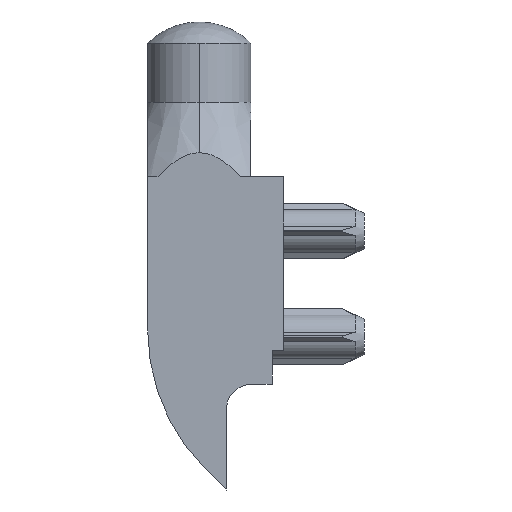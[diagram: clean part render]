
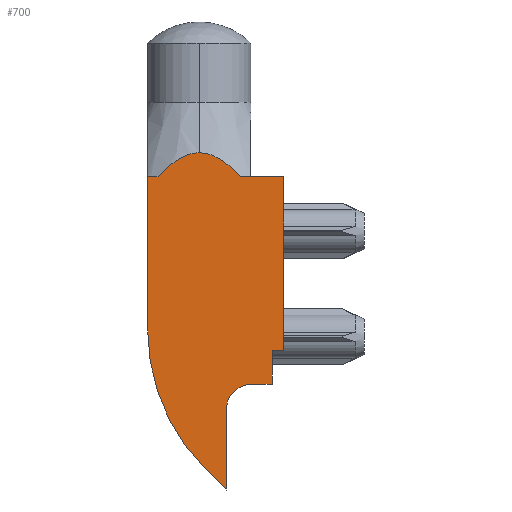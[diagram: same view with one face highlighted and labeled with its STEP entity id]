
A CAD part, left-side view. The second image highlights one B-rep face of the part: STEP entity #700.
In plain terms, the highlighted planar face has unit normal (-1, 0, 0).
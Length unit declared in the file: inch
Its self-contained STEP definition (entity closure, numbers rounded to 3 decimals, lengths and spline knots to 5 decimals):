
#2 = VERTEX_POINT ( 'NONE', #1618 ) ;
#7 = VECTOR ( 'NONE', #799, 39.37008 ) ;
#16 = DIRECTION ( 'NONE',  ( -1., 0., 0. ) ) ;
#47 = VERTEX_POINT ( 'NONE', #690 ) ;
#59 = CARTESIAN_POINT ( 'NONE',  ( -0.0875, 0., 0.09248 ) ) ;
#60 = CARTESIAN_POINT ( 'NONE',  ( -0.0875, -0.00695, -0.28095 ) ) ;
#73 = VECTOR ( 'NONE', #657, 39.37008 ) ;
#102 = DIRECTION ( 'NONE',  ( 0., 0., -1. ) ) ;
#110 = EDGE_CURVE ( 'NONE', #183, #1262, #939, .T. ) ;
#114 = LINE ( 'NONE', #1895, #1863 ) ;
#118 = VECTOR ( 'NONE', #223, 39.37008 ) ;
#128 = CARTESIAN_POINT ( 'NONE',  ( -0.0875, -0.1, -0.35 ) ) ;
#163 = VERTEX_POINT ( 'NONE', #1006 ) ;
#167 = CARTESIAN_POINT ( 'NONE',  ( -0.0875, -0.1, -0.181 ) ) ;
#183 = VERTEX_POINT ( 'NONE', #1831 ) ;
#188 = ORIENTED_EDGE ( 'NONE', *, *, #512, .T. ) ;
#190 = PLANE ( 'NONE',  #1614 ) ;
#204 = CARTESIAN_POINT ( 'NONE',  ( -0.0875, -0.00971, 0.09153 ) ) ;
#208 = CIRCLE ( 'NONE', #334, 0.232 ) ;
#223 = DIRECTION ( 'NONE',  ( 0., 0., 1. ) ) ;
#242 = CARTESIAN_POINT ( 'NONE',  ( -0.0875, -0.00486, 0.09248 ) ) ;
#250 = VERTEX_POINT ( 'NONE', #2175 ) ;
#268 = CARTESIAN_POINT ( 'NONE',  ( -0.0875, -0.032, -0.306 ) ) ;
#286 = CARTESIAN_POINT ( 'NONE',  ( -0.0875, -0.171, -0.1169 ) ) ;
#326 = ORIENTED_EDGE ( 'NONE', *, *, #1942, .T. ) ;
#328 = ORIENTED_EDGE ( 'NONE', *, *, #1524, .F. ) ;
#334 = AXIS2_PLACEMENT_3D ( 'NONE', #286, #1334, #102 ) ;
#358 = CARTESIAN_POINT ( 'NONE',  ( -0.0875, -0.062, -0.211 ) ) ;
#377 = EDGE_CURVE ( 'NONE', #163, #1262, #1782, .T. ) ;
#386 = DIRECTION ( 'NONE',  ( 0., 0., 1. ) ) ;
#410 = LINE ( 'NONE', #616, #810 ) ;
#432 = CARTESIAN_POINT ( 'NONE',  ( -0.0875, -0.1, -0.35 ) ) ;
#437 = LINE ( 'NONE', #167, #1365 ) ;
#482 = DIRECTION ( 'NONE',  ( 0., -1., 0. ) ) ;
#512 = EDGE_CURVE ( 'NONE', #829, #1535, #2088, .T. ) ;
#544 = B_SPLINE_CURVE_WITH_KNOTS ( 'NONE', 3,
 ( #1040, #1050, #872, #1020, #1244, #2230, #1397, #1218 ),
 .UNSPECIFIED., .F., .F.,
 ( 4, 2, 2, 4 ),
 ( 0.00532, 0.00605, 0.00641, 0.00678 ),
 .UNSPECIFIED. ) ;
#545 = CARTESIAN_POINT ( 'NONE',  ( -0.0875, -0.04878, 0.064 ) ) ;
#563 = CARTESIAN_POINT ( 'NONE',  ( -0.0875, 0.061, 0.064 ) ) ;
#587 = EDGE_CURVE ( 'NONE', #1065, #2089, #1517, .T. ) ;
#596 = ORIENTED_EDGE ( 'NONE', *, *, #110, .T. ) ;
#604 = CARTESIAN_POINT ( 'NONE',  ( -0.0875, -0.04221, 0.07093 ) ) ;
#616 = CARTESIAN_POINT ( 'NONE',  ( -0.0875, -0.1, -0.141 ) ) ;
#625 = CARTESIAN_POINT ( 'NONE',  ( -0.0875, -0.03507, 0.07741 ) ) ;
#647 = EDGE_CURVE ( 'NONE', #993, #47, #114, .T. ) ;
#657 = DIRECTION ( 'NONE',  ( 0., 0., 1. ) ) ;
#677 = CARTESIAN_POINT ( 'NONE',  ( -0.0875, -0.03125, 0.0805 ) ) ;
#690 = CARTESIAN_POINT ( 'NONE',  ( -0.0875, 0.04878, 0.064 ) ) ;
#700 = ADVANCED_FACE ( 'NONE', ( #1406 ), #190, .T. ) ;
#710 = ORIENTED_EDGE ( 'NONE', *, *, #1767, .T. ) ;
#726 = CARTESIAN_POINT ( 'NONE',  ( -0.0875, -0.04556, 0.06752 ) ) ;
#729 = VECTOR ( 'NONE', #386, 39.37008 ) ;
#799 = DIRECTION ( 'NONE',  ( 0., 1., 0. ) ) ;
#804 = ORIENTED_EDGE ( 'NONE', *, *, #1210, .T. ) ;
#810 = VECTOR ( 'NONE', #2165, 39.37008 ) ;
#820 = DIRECTION ( 'NONE',  ( 0., 0., 1. ) ) ;
#829 = VERTEX_POINT ( 'NONE', #60 ) ;
#850 = ORIENTED_EDGE ( 'NONE', *, *, #2074, .T. ) ;
#872 = CARTESIAN_POINT ( 'NONE',  ( -0.0875, 0.03533, 0.07778 ) ) ;
#890 = CARTESIAN_POINT ( 'NONE',  ( -0.0875, -0.032, -0.211 ) ) ;
#898 = AXIS2_PLACEMENT_3D ( 'NONE', #358, #1588, #1721 ) ;
#909 = CARTESIAN_POINT ( 'NONE',  ( -0.0875, -0.1, 0.064 ) ) ;
#939 = LINE ( 'NONE', #909, #7 ) ;
#982 = VERTEX_POINT ( 'NONE', #2148 ) ;
#993 = VERTEX_POINT ( 'NONE', #563 ) ;
#1006 = CARTESIAN_POINT ( 'NONE',  ( -0.0875, 0., 0.09248 ) ) ;
#1020 = CARTESIAN_POINT ( 'NONE',  ( -0.0875, 0.02313, 0.08592 ) ) ;
#1040 = CARTESIAN_POINT ( 'NONE',  ( -0.0875, 0.04878, 0.064 ) ) ;
#1050 = CARTESIAN_POINT ( 'NONE',  ( -0.0875, 0.04228, 0.07111 ) ) ;
#1065 = VERTEX_POINT ( 'NONE', #1929 ) ;
#1111 = LINE ( 'NONE', #432, #118 ) ;
#1117 = EDGE_LOOP ( 'NONE', ( #850, #804, #596, #2216, #328, #1593, #1999, #326, #188, #1483, #2030, #710, #2104 ) ) ;
#1189 = CARTESIAN_POINT ( 'NONE',  ( -0.0875, -0.086, -0.141 ) ) ;
#1210 = EDGE_CURVE ( 'NONE', #1291, #183, #1111, .T. ) ;
#1218 = CARTESIAN_POINT ( 'NONE',  ( -0.0875, 0., 0.09248 ) ) ;
#1244 = CARTESIAN_POINT ( 'NONE',  ( -0.0875, 0.01887, 0.08822 ) ) ;
#1254 = VECTOR ( 'NONE', #2109, 39.37008 ) ;
#1262 = VERTEX_POINT ( 'NONE', #1273 ) ;
#1273 = CARTESIAN_POINT ( 'NONE',  ( -0.0875, -0.04878, 0.064 ) ) ;
#1291 = VERTEX_POINT ( 'NONE', #1981 ) ;
#1334 = DIRECTION ( 'NONE',  ( -1., 0., 0. ) ) ;
#1365 = VECTOR ( 'NONE', #482, 39.37008 ) ;
#1397 = CARTESIAN_POINT ( 'NONE',  ( -0.0875, 0.00486, 0.09248 ) ) ;
#1406 = FACE_OUTER_BOUND ( 'NONE', #1117, .T. ) ;
#1475 = LINE ( 'NONE', #1189, #73 ) ;
#1483 = ORIENTED_EDGE ( 'NONE', *, *, #1805, .T. ) ;
#1517 = CIRCLE ( 'NONE', #898, 0.03 ) ;
#1524 = EDGE_CURVE ( 'NONE', #47, #163, #544, .T. ) ;
#1535 = VERTEX_POINT ( 'NONE', #1745 ) ;
#1588 = DIRECTION ( 'NONE',  ( 1., 0., 0. ) ) ;
#1593 = ORIENTED_EDGE ( 'NONE', *, *, #647, .F. ) ;
#1614 = AXIS2_PLACEMENT_3D ( 'NONE', #128, #16, #820 ) ;
#1618 = CARTESIAN_POINT ( 'NONE',  ( -0.0875, -0.086, -0.141 ) ) ;
#1653 = EDGE_CURVE ( 'NONE', #982, #993, #2126, .T. ) ;
#1721 = DIRECTION ( 'NONE',  ( 0., 0., 1. ) ) ;
#1745 = CARTESIAN_POINT ( 'NONE',  ( -0.0875, -0.032, -0.306 ) ) ;
#1767 = EDGE_CURVE ( 'NONE', #2089, #250, #437, .T. ) ;
#1772 = LINE ( 'NONE', #890, #1254 ) ;
#1782 = B_SPLINE_CURVE_WITH_KNOTS ( 'NONE', 3,
 ( #59, #242, #204, #1842, #2029, #677, #625, #604, #726, #545 ),
 .UNSPECIFIED., .F., .F.,
 ( 4, 2, 2, 2, 4 ),
 ( 0.00678, 0.00714, 0.00751, 0.00787, 0.00824 ),
 .UNSPECIFIED. ) ;
#1805 = EDGE_CURVE ( 'NONE', #1535, #1065, #1772, .T. ) ;
#1824 = CARTESIAN_POINT ( 'NONE',  ( -0.0875, -0.062, -0.181 ) ) ;
#1831 = CARTESIAN_POINT ( 'NONE',  ( -0.0875, -0.1, 0.064 ) ) ;
#1842 = CARTESIAN_POINT ( 'NONE',  ( -0.0875, -0.01885, 0.08823 ) ) ;
#1863 = VECTOR ( 'NONE', #2078, 39.37008 ) ;
#1895 = CARTESIAN_POINT ( 'NONE',  ( -0.0875, -0.1, 0.064 ) ) ;
#1896 = CARTESIAN_POINT ( 'NONE',  ( -0.0875, 0.061, -0.35 ) ) ;
#1929 = CARTESIAN_POINT ( 'NONE',  ( -0.0875, -0.032, -0.211 ) ) ;
#1942 = EDGE_CURVE ( 'NONE', #982, #829, #208, .T. ) ;
#1981 = CARTESIAN_POINT ( 'NONE',  ( -0.0875, -0.1, -0.141 ) ) ;
#1999 = ORIENTED_EDGE ( 'NONE', *, *, #1653, .F. ) ;
#2029 = CARTESIAN_POINT ( 'NONE',  ( -0.0875, -0.02318, 0.08589 ) ) ;
#2030 = ORIENTED_EDGE ( 'NONE', *, *, #587, .T. ) ;
#2036 = VECTOR ( 'NONE', #2138, 39.37008 ) ;
#2074 = EDGE_CURVE ( 'NONE', #2, #1291, #410, .T. ) ;
#2078 = DIRECTION ( 'NONE',  ( 0., -1., 0. ) ) ;
#2088 = LINE ( 'NONE', #268, #2036 ) ;
#2089 = VERTEX_POINT ( 'NONE', #1824 ) ;
#2104 = ORIENTED_EDGE ( 'NONE', *, *, #2233, .T. ) ;
#2109 = DIRECTION ( 'NONE',  ( 0., 0., 1. ) ) ;
#2126 = LINE ( 'NONE', #1896, #729 ) ;
#2138 = DIRECTION ( 'NONE',  ( 0., -0.707, -0.707 ) ) ;
#2148 = CARTESIAN_POINT ( 'NONE',  ( -0.0875, 0.061, -0.1169 ) ) ;
#2165 = DIRECTION ( 'NONE',  ( 0., -1., 0. ) ) ;
#2175 = CARTESIAN_POINT ( 'NONE',  ( -0.0875, -0.086, -0.181 ) ) ;
#2216 = ORIENTED_EDGE ( 'NONE', *, *, #377, .F. ) ;
#2230 = CARTESIAN_POINT ( 'NONE',  ( -0.0875, 0.00971, 0.09153 ) ) ;
#2233 = EDGE_CURVE ( 'NONE', #250, #2, #1475, .T. ) ;
